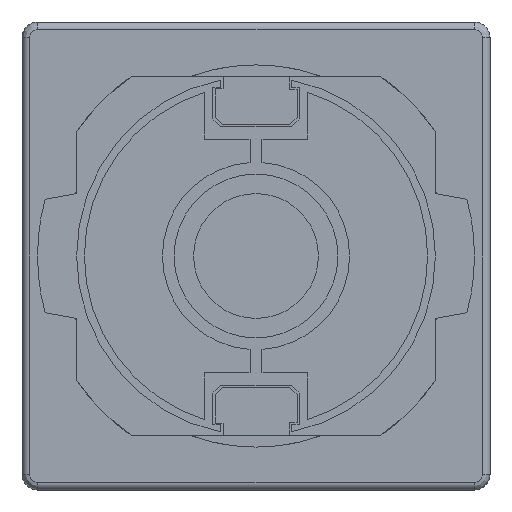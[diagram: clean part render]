
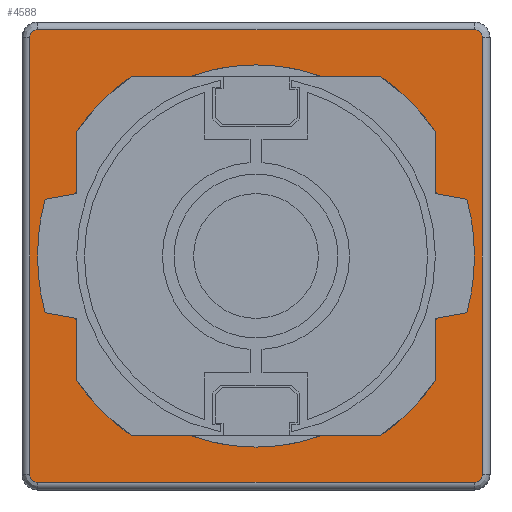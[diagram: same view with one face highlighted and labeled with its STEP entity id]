
A CAD part, front view. The second image highlights one B-rep face of the part: STEP entity #4588.
In plain terms, the highlighted planar face has unit normal (0, -1, 0).
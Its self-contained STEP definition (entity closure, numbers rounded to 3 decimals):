
#1=CARTESIAN_POINT('',(14.,0.,-14.));
#2=DIRECTION('',(0.,1.,0.));
#3=DIRECTION('',(1.,0.,0.));
#4=AXIS2_PLACEMENT_3D('',#1,#2,#3);
#6=CARTESIAN_POINT('',(-14.,0.,-14.));
#7=DIRECTION('',(0.,1.,0.));
#8=DIRECTION('',(0.,0.,-1.));
#9=AXIS2_PLACEMENT_3D('',#6,#7,#8);
#11=CARTESIAN_POINT('',(-14.,0.,14.));
#12=DIRECTION('',(0.,1.,0.));
#13=DIRECTION('',(-1.,0.,0.));
#14=AXIS2_PLACEMENT_3D('',#11,#12,#13);
#16=CARTESIAN_POINT('',(14.,0.,14.));
#17=DIRECTION('',(0.,1.,0.));
#18=DIRECTION('',(0.,0.,1.));
#19=AXIS2_PLACEMENT_3D('',#16,#17,#18);
#21=CARTESIAN_POINT('',(0.,0.,0.));
#22=DIRECTION('',(0.,-1.,0.));
#23=DIRECTION('',(-1.,0.,0.));
#24=AXIS2_PLACEMENT_3D('',#21,#22,#23);
#26=CARTESIAN_POINT('',(0.,0.,0.));
#27=DIRECTION('',(0.,-1.,0.));
#28=DIRECTION('',(1.,0.,0.));
#29=AXIS2_PLACEMENT_3D('',#26,#27,#28);
#46=DIRECTION('',(0.,0.,1.));
#47=VECTOR('',#46,28.);
#48=CARTESIAN_POINT('',(14.5,0.,-14.));
#49=LINE('',#48,#47);
#69=DIRECTION('',(-1.,0.,0.));
#70=VECTOR('',#69,28.);
#71=CARTESIAN_POINT('',(14.,0.,14.5));
#72=LINE('',#71,#70);
#92=DIRECTION('',(0.,0.,-1.));
#93=VECTOR('',#92,28.);
#94=CARTESIAN_POINT('',(-14.5,0.,14.));
#95=LINE('',#94,#93);
#115=DIRECTION('',(1.,0.,0.));
#116=VECTOR('',#115,28.);
#117=CARTESIAN_POINT('',(-14.,0.,-14.5));
#118=LINE('',#117,#116);
#3541=CARTESIAN_POINT('',(14.5,0.,-14.));
#3542=CARTESIAN_POINT('',(14.,0.,-14.5));
#3543=VERTEX_POINT('',#3541);
#3544=VERTEX_POINT('',#3542);
#3545=CARTESIAN_POINT('',(-14.,0.,-14.5));
#3546=VERTEX_POINT('',#3545);
#3547=CARTESIAN_POINT('',(-14.5,0.,-14.));
#3548=VERTEX_POINT('',#3547);
#3549=CARTESIAN_POINT('',(-14.5,0.,14.));
#3550=VERTEX_POINT('',#3549);
#3551=CARTESIAN_POINT('',(-14.,0.,14.5));
#3552=VERTEX_POINT('',#3551);
#3553=CARTESIAN_POINT('',(14.,0.,14.5));
#3554=VERTEX_POINT('',#3553);
#3555=CARTESIAN_POINT('',(14.5,0.,14.));
#3556=VERTEX_POINT('',#3555);
#3557=CARTESIAN_POINT('',(-4.,0.,0.));
#3558=CARTESIAN_POINT('',(4.,0.,0.));
#3559=VERTEX_POINT('',#3557);
#3560=VERTEX_POINT('',#3558);
#4559=CARTESIAN_POINT('',(0.,0.,0.));
#4560=DIRECTION('',(0.,1.,0.));
#4561=DIRECTION('',(-1.,0.,0.));
#4562=AXIS2_PLACEMENT_3D('',#4559,#4560,#4561);
#4563=PLANE('',#4562);
#4565=ORIENTED_EDGE('',*,*,#4564,.T.);
#4567=ORIENTED_EDGE('',*,*,#4566,.F.);
#4569=ORIENTED_EDGE('',*,*,#4568,.T.);
#4571=ORIENTED_EDGE('',*,*,#4570,.F.);
#4573=ORIENTED_EDGE('',*,*,#4572,.T.);
#4575=ORIENTED_EDGE('',*,*,#4574,.F.);
#4577=ORIENTED_EDGE('',*,*,#4576,.T.);
#4579=ORIENTED_EDGE('',*,*,#4578,.F.);
#4580=EDGE_LOOP('',(#4565,#4567,#4569,#4571,#4573,#4575,#4577,#4579));
#4581=FACE_OUTER_BOUND('',#4580,.F.);
#4583=ORIENTED_EDGE('',*,*,#4582,.T.);
#4585=ORIENTED_EDGE('',*,*,#4584,.T.);
#4586=EDGE_LOOP('',(#4583,#4585));
#4587=FACE_BOUND('',#4586,.F.);
#4588=ADVANCED_FACE('',(#4581,#4587),#4563,.F.);
#5=CIRCLE('',#4,0.5);
#10=CIRCLE('',#9,0.5);
#15=CIRCLE('',#14,0.5);
#20=CIRCLE('',#19,0.5);
#25=CIRCLE('',#24,4.);
#30=CIRCLE('',#29,4.);
#4564=EDGE_CURVE('',#3543,#3544,#5,.T.);
#4566=EDGE_CURVE('',#3546,#3544,#118,.T.);
#4568=EDGE_CURVE('',#3546,#3548,#10,.T.);
#4570=EDGE_CURVE('',#3550,#3548,#95,.T.);
#4572=EDGE_CURVE('',#3550,#3552,#15,.T.);
#4574=EDGE_CURVE('',#3554,#3552,#72,.T.);
#4576=EDGE_CURVE('',#3554,#3556,#20,.T.);
#4578=EDGE_CURVE('',#3543,#3556,#49,.T.);
#4582=EDGE_CURVE('',#3559,#3560,#25,.T.);
#4584=EDGE_CURVE('',#3560,#3559,#30,.T.);
